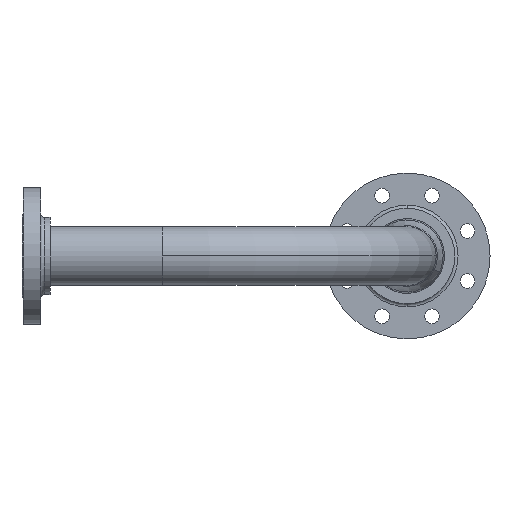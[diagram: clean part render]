
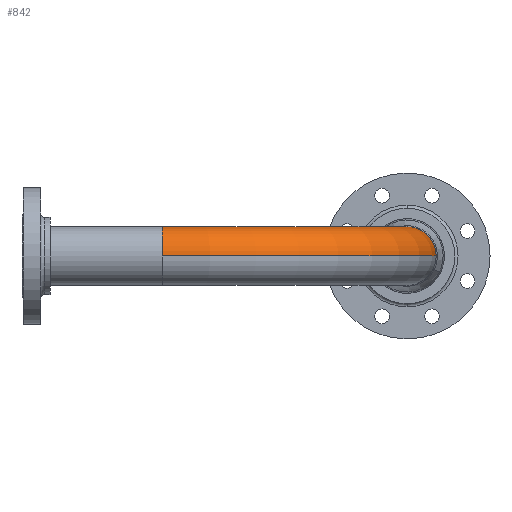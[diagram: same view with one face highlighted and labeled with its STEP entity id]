
A CAD part, left-side view. The second image highlights one B-rep face of the part: STEP entity #842.
In plain terms, the highlighted toroidal (fillet/blend) face has major radius 375 mm and minor radius 44.45 mm.
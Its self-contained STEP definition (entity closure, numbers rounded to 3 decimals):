
#5 = DIRECTION ( 'NONE',  ( -1., 0., 0. ) ) ;
#52 = DIRECTION ( 'NONE',  ( 1., 0., 0. ) ) ;
#57 = DIRECTION ( 'NONE',  ( -1., 0., 0. ) ) ;
#68 = AXIS2_PLACEMENT_3D ( 'NONE', #486, #1683, #205 ) ;
#142 = EDGE_CURVE ( 'NONE', #1469, #1047, #1691, .T. ) ;
#169 = EDGE_CURVE ( 'NONE', #514, #2392, #3242, .T. ) ;
#205 = DIRECTION ( 'NONE',  ( -1., 0., 0. ) ) ;
#210 = DIRECTION ( 'NONE',  ( -1., 0., 0. ) ) ;
#245 = DIRECTION ( 'NONE',  ( 1., 0., 0. ) ) ;
#274 = CARTESIAN_POINT ( 'NONE',  ( 1200., -44.45, 0. ) ) ;
#318 = AXIS2_PLACEMENT_3D ( 'NONE', #1821, #1774, #57 ) ;
#334 = EDGE_CURVE ( 'NONE', #1469, #2717, #2933, .T. ) ;
#377 = AXIS2_PLACEMENT_3D ( 'NONE', #3530, #2944, #5 ) ;
#403 = EDGE_CURVE ( 'NONE', #2717, #1240, #3607, .T. ) ;
#486 = CARTESIAN_POINT ( 'NONE',  ( 1200., 375., 0. ) ) ;
#514 = VERTEX_POINT ( 'NONE', #3620 ) ;
#536 = CARTESIAN_POINT ( 'NONE',  ( 1200., 375., 0. ) ) ;
#630 = ORIENTED_EDGE ( 'NONE', *, *, #403, .F. ) ;
#779 = DIRECTION ( 'NONE',  ( 0., 0., -1. ) ) ;
#838 = CIRCLE ( 'NONE', #900, 330.55 ) ;
#842 = ADVANCED_FACE ( 'NONE', ( #3353 ), #2649, .T. ) ;
#900 = AXIS2_PLACEMENT_3D ( 'NONE', #536, #1711, #1102 ) ;
#941 = AXIS2_PLACEMENT_3D ( 'NONE', #2102, #52, #2938 ) ;
#967 = ORIENTED_EDGE ( 'NONE', *, *, #142, .T. ) ;
#1016 = CARTESIAN_POINT ( 'NONE',  ( 1200., 44.45, 0. ) ) ;
#1047 = VERTEX_POINT ( 'NONE', #274 ) ;
#1064 = ORIENTED_EDGE ( 'NONE', *, *, #2232, .T. ) ;
#1102 = DIRECTION ( 'NONE',  ( -1., 0., 0. ) ) ;
#1132 = AXIS2_PLACEMENT_3D ( 'NONE', #3398, #245, #779 ) ;
#1212 = CARTESIAN_POINT ( 'NONE',  ( 1530.55, 375., 0. ) ) ;
#1240 = VERTEX_POINT ( 'NONE', #1212 ) ;
#1390 = AXIS2_PLACEMENT_3D ( 'NONE', #2877, #2528, #210 ) ;
#1469 = VERTEX_POINT ( 'NONE', #3150 ) ;
#1511 = EDGE_CURVE ( 'NONE', #1240, #2392, #838, .T. ) ;
#1683 = DIRECTION ( 'NONE',  ( 0., 0., -1. ) ) ;
#1691 = CIRCLE ( 'NONE', #1390, 419.45 ) ;
#1711 = DIRECTION ( 'NONE',  ( 0., 0., -1. ) ) ;
#1774 = DIRECTION ( 'NONE',  ( 0., 1., 0. ) ) ;
#1821 = CARTESIAN_POINT ( 'NONE',  ( 1575., 375., 0. ) ) ;
#1931 = ORIENTED_EDGE ( 'NONE', *, *, #1511, .F. ) ;
#2102 = CARTESIAN_POINT ( 'NONE',  ( 1200., 0., 0. ) ) ;
#2117 = CARTESIAN_POINT ( 'NONE',  ( 1575., 375., -44.45 ) ) ;
#2232 = EDGE_CURVE ( 'NONE', #1047, #514, #3233, .T. ) ;
#2392 = VERTEX_POINT ( 'NONE', #1016 ) ;
#2414 = EDGE_LOOP ( 'NONE', ( #3628, #967, #1064, #2493, #1931, #630 ) ) ;
#2493 = ORIENTED_EDGE ( 'NONE', *, *, #169, .T. ) ;
#2528 = DIRECTION ( 'NONE',  ( 0., 0., -1. ) ) ;
#2649 = TOROIDAL_SURFACE ( 'NONE', #68, 375., 44.45 ) ;
#2717 = VERTEX_POINT ( 'NONE', #2117 ) ;
#2877 = CARTESIAN_POINT ( 'NONE',  ( 1200., 375., 0. ) ) ;
#2933 = CIRCLE ( 'NONE', #377, 44.45 ) ;
#2938 = DIRECTION ( 'NONE',  ( 0., 0., -1. ) ) ;
#2944 = DIRECTION ( 'NONE',  ( 0., 1., 0. ) ) ;
#3150 = CARTESIAN_POINT ( 'NONE',  ( 1619.45, 375., 0. ) ) ;
#3233 = CIRCLE ( 'NONE', #941, 44.45 ) ;
#3242 = CIRCLE ( 'NONE', #1132, 44.45 ) ;
#3353 = FACE_OUTER_BOUND ( 'NONE', #2414, .T. ) ;
#3398 = CARTESIAN_POINT ( 'NONE',  ( 1200., 0., 0. ) ) ;
#3530 = CARTESIAN_POINT ( 'NONE',  ( 1575., 375., 0. ) ) ;
#3607 = CIRCLE ( 'NONE', #318, 44.45 ) ;
#3620 = CARTESIAN_POINT ( 'NONE',  ( 1200., 0., -44.45 ) ) ;
#3628 = ORIENTED_EDGE ( 'NONE', *, *, #334, .F. ) ;
